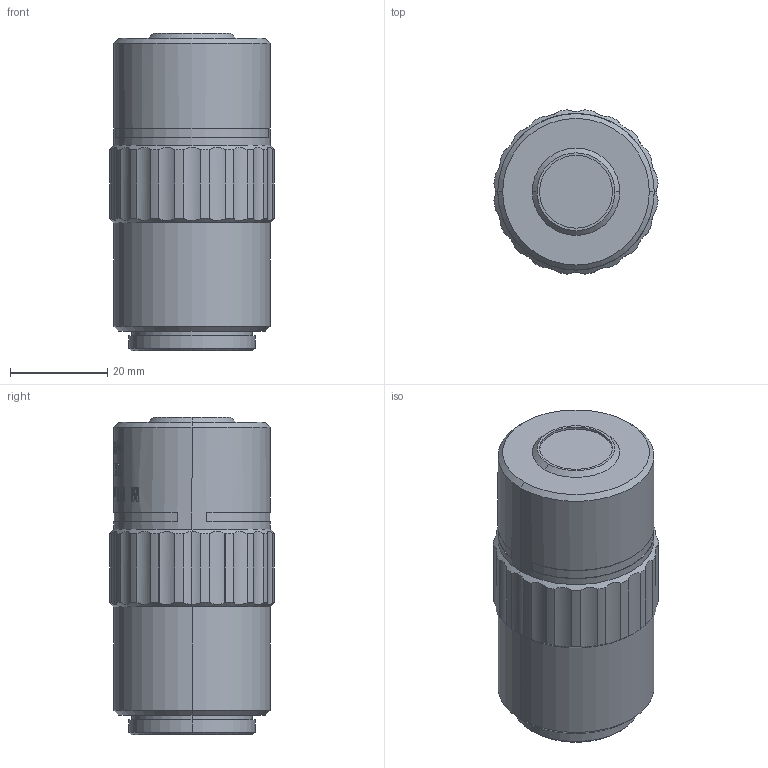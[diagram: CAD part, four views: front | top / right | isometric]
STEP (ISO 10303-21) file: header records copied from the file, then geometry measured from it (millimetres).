
FILE_DESCRIPTION (( 'STEP AP203' ), '1' );
FILE_NAME ('690163.STEP', '2026-02-04T07:33:36', ( '' ), ( '' ), 'SwSTEP 2.0', 'SolidWorks 2020', '' );
FILE_SCHEMA (( 'CONFIG_CONTROL_DESIGN' ));
Products named in the file (1): 690163
Bounding box: 33.82 x 33.82 x 65.29 mm (x, y, z)
Volume: 51291.4 mm3; surface area: 8459 mm2
Topology: 1 solids, 1 shells, 379 faces, 986 edges, 654 vertices
Faces by surface type: bspline 161, plane 111, cylinder 95, cone 12
Entity records: 36934 total; most frequent: CARTESIAN_POINT 28732, ORIENTED_EDGE 1972, DIRECTION 1167, EDGE_CURVE 986, VERTEX_POINT 654, B_SPLINE_CURVE_WITH_KNOTS 455, EDGE_LOOP 424, AXIS2_PLACEMENT_3D 417
